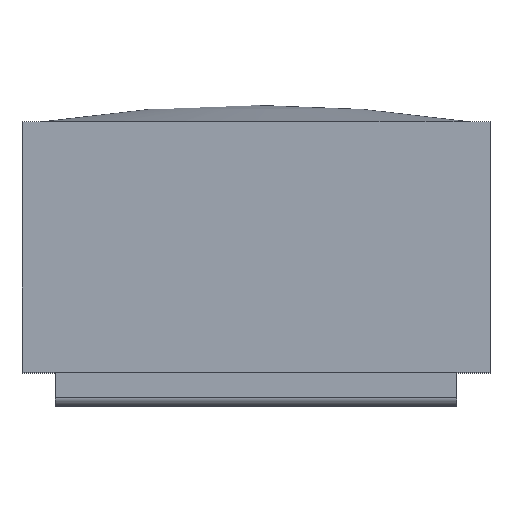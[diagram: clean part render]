
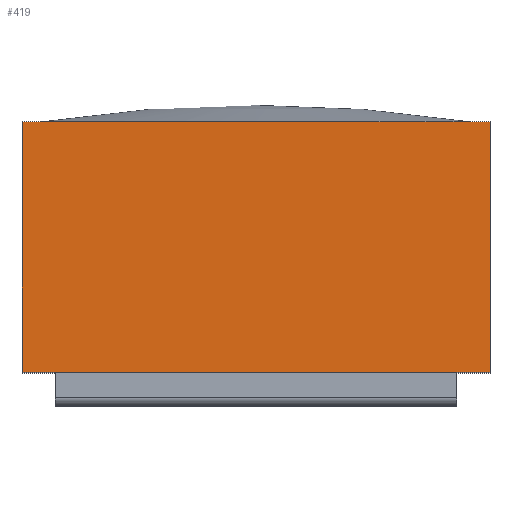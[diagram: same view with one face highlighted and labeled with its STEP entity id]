
A CAD part, top view. The second image highlights one B-rep face of the part: STEP entity #419.
In plain terms, the highlighted planar face has unit normal (0, 0, 1).
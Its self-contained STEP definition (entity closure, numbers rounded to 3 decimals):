
#1 = EDGE_CURVE ( 'NONE', #341, #63, #451, .T. ) ;
#63 = VERTEX_POINT ( 'NONE', #816 ) ;
#78 = CARTESIAN_POINT ( 'NONE',  ( -1.4, 1.5, 1.75 ) ) ;
#87 = CARTESIAN_POINT ( 'NONE',  ( -1.4, 1.5, 1.75 ) ) ;
#91 = VECTOR ( 'NONE', #310, 1000. ) ;
#96 = PLANE ( 'NONE',  #418 ) ;
#98 = CARTESIAN_POINT ( 'NONE',  ( 1.4, 1.5, 1.75 ) ) ;
#159 = ORIENTED_EDGE ( 'NONE', *, *, #618, .T. ) ;
#246 = VERTEX_POINT ( 'NONE', #87 ) ;
#269 = VECTOR ( 'NONE', #895, 1000. ) ;
#284 = VERTEX_POINT ( 'NONE', #670 ) ;
#310 = DIRECTION ( 'NONE',  ( 1., 0., 0. ) ) ;
#311 = EDGE_CURVE ( 'NONE', #246, #341, #482, .T. ) ;
#312 = CARTESIAN_POINT ( 'NONE',  ( 1.4, 1.5, 1.75 ) ) ;
#341 = VERTEX_POINT ( 'NONE', #98 ) ;
#373 = LINE ( 'NONE', #841, #857 ) ;
#376 = DIRECTION ( 'NONE',  ( -1., 0., 0. ) ) ;
#394 = LINE ( 'NONE', #664, #613 ) ;
#418 = AXIS2_PLACEMENT_3D ( 'NONE', #78, #518, #376 ) ;
#419 = ADVANCED_FACE ( 'NONE', ( #666 ), #96, .F. ) ;
#442 = ORIENTED_EDGE ( 'NONE', *, *, #1, .F. ) ;
#451 = LINE ( 'NONE', #312, #269 ) ;
#482 = LINE ( 'NONE', #589, #91 ) ;
#518 = DIRECTION ( 'NONE',  ( 0., 0., -1. ) ) ;
#589 = CARTESIAN_POINT ( 'NONE',  ( -1.4, 1.5, 1.75 ) ) ;
#613 = VECTOR ( 'NONE', #639, 1000. ) ;
#618 = EDGE_CURVE ( 'NONE', #284, #63, #394, .T. ) ;
#639 = DIRECTION ( 'NONE',  ( 1., 0., 0. ) ) ;
#664 = CARTESIAN_POINT ( 'NONE',  ( -1.4, 0., 1.75 ) ) ;
#666 = FACE_OUTER_BOUND ( 'NONE', #916, .T. ) ;
#667 = EDGE_CURVE ( 'NONE', #246, #284, #373, .T. ) ;
#670 = CARTESIAN_POINT ( 'NONE',  ( -1.4, 0., 1.75 ) ) ;
#701 = ORIENTED_EDGE ( 'NONE', *, *, #311, .F. ) ;
#751 = ORIENTED_EDGE ( 'NONE', *, *, #667, .T. ) ;
#816 = CARTESIAN_POINT ( 'NONE',  ( 1.4, 0., 1.75 ) ) ;
#841 = CARTESIAN_POINT ( 'NONE',  ( -1.4, 1.5, 1.75 ) ) ;
#857 = VECTOR ( 'NONE', #908, 1000. ) ;
#895 = DIRECTION ( 'NONE',  ( 0., -1., 0. ) ) ;
#908 = DIRECTION ( 'NONE',  ( 0., -1., 0. ) ) ;
#916 = EDGE_LOOP ( 'NONE', ( #159, #442, #701, #751 ) ) ;
